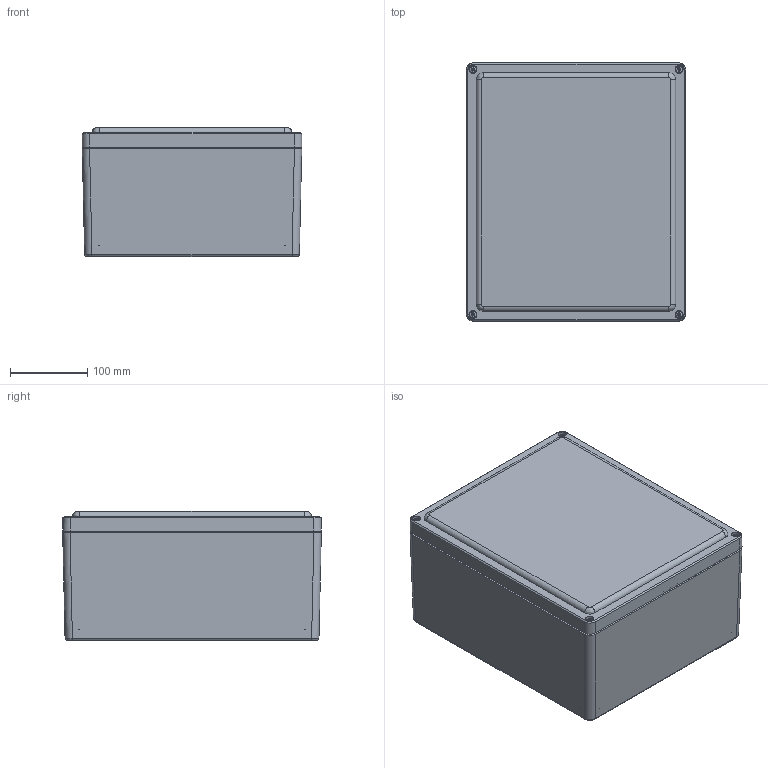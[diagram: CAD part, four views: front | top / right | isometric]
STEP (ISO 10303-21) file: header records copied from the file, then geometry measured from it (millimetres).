
FILE_DESCRIPTION(/* description */ (''),/* implementation_level */ '2;1');
FILE_NAME(/* name */ 'HW-131106SC.stp',/* time_stamp */ '2014-04-09T08:34:57-05:00',/* author */ ('jtigges'),/* organization */ (''),/* preprocessor_version */ 'ST-DEVELOPER v15.2',/* originating_system */ 'Autodesk Inventor 2014',/* authorisation */ '');
FILE_SCHEMA (('AUTOMOTIVE_DESIGN { 1 0 10303 214 3 1 1 }'));
Length unit declared in the file: inch
Products named in the file (11): WP1311WBOX; 0.3125-18 X 0.563 DP BRASS INSERT; 10-32 X0.3125 DP BRASS INSERT; 10-24 X 0.625 DP BRASS INSERT; WP1311WCVR; 10-24 X 0.925 DP COMBO SCREW; GASKET_1311H; O_RING_COVER; CL1311W_STP
Bounding box: 284.96 x 335.76 x 167.49 mm (x, y, z)
Volume: 1791296.5 mm3; surface area: 835204.9 mm2
Topology: 23 solids, 23 shells, 1101 faces, 2739 edges, 1674 vertices
Faces by surface type: plane 437, cylinder 296, cone 156, torus 118, bspline 86, sphere 8
Full cylindrical faces by diameter (mm): 3.683 x4, 3.962 x4, 3.969 x4, 4.826 x4, 4.86 x4, 5.556 x4, 5.842 x4, 7.112 x4, 7.144 x16, 7.938 x4, 9.24 x4, 9.525 x4, 10.319 x4, 13.494 x8
Entity records: 31089 total; most frequent: CARTESIAN_POINT 9891, DIRECTION 4644, ORIENTED_EDGE 4178, EDGE_CURVE 2089, AXIS2_PLACEMENT_3D 1803, VERTEX_POINT 1305, LINE 1038, VECTOR 1038
